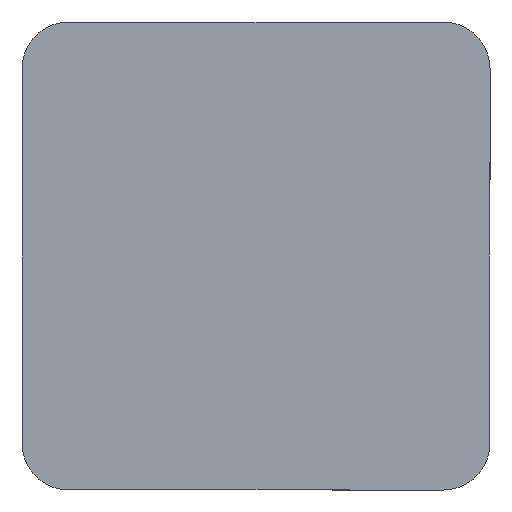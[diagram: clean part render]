
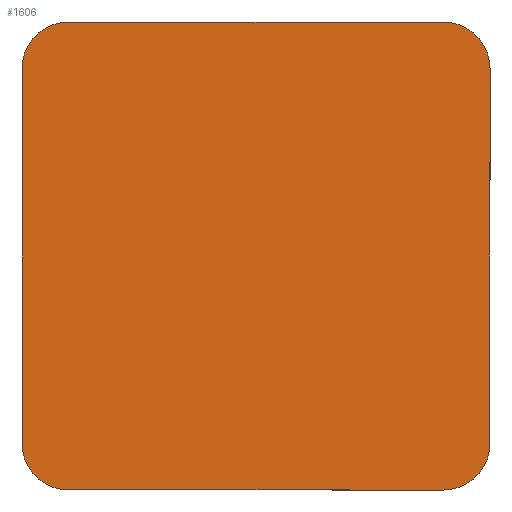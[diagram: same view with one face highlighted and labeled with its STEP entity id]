
A CAD part, front view. The second image highlights one B-rep face of the part: STEP entity #1606.
In plain terms, the highlighted planar face has unit normal (0, -1, 0).
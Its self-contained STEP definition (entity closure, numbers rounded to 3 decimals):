
#123=PLANE('',#1838);
#210=FACE_OUTER_BOUND('',#301,.T.);
#301=EDGE_LOOP('',(#1483,#1484,#1485,#1486,#1487,#1488,#1489,#1490));
#453=LINE('',#2748,#616);
#458=LINE('',#2761,#621);
#460=LINE('',#2766,#623);
#463=LINE('',#2773,#626);
#616=VECTOR('',#2269,10.);
#621=VECTOR('',#2286,10.);
#623=VECTOR('',#2290,10.);
#626=VECTOR('',#2299,10.);
#682=CIRCLE('',#1823,30.);
#683=CIRCLE('',#1826,30.);
#684=CIRCLE('',#1833,30.);
#685=CIRCLE('',#1836,30.);
#820=VERTEX_POINT('',#2739);
#821=VERTEX_POINT('',#2741);
#822=VERTEX_POINT('',#2746);
#823=VERTEX_POINT('',#2750);
#824=VERTEX_POINT('',#2759);
#825=VERTEX_POINT('',#2763);
#826=VERTEX_POINT('',#2765);
#827=VERTEX_POINT('',#2769);
#1030=EDGE_CURVE('',#820,#821,#682,.T.);
#1034=EDGE_CURVE('',#822,#820,#453,.T.);
#1036=EDGE_CURVE('',#823,#822,#683,.T.);
#1040=EDGE_CURVE('',#824,#823,#458,.T.);
#1042=EDGE_CURVE('',#825,#826,#460,.T.);
#1045=EDGE_CURVE('',#827,#825,#684,.T.);
#1046=EDGE_CURVE('',#821,#827,#463,.T.);
#1048=EDGE_CURVE('',#826,#824,#685,.T.);
#1483=ORIENTED_EDGE('',*,*,#1048,.F.);
#1484=ORIENTED_EDGE('',*,*,#1042,.F.);
#1485=ORIENTED_EDGE('',*,*,#1045,.F.);
#1486=ORIENTED_EDGE('',*,*,#1046,.F.);
#1487=ORIENTED_EDGE('',*,*,#1030,.F.);
#1488=ORIENTED_EDGE('',*,*,#1034,.F.);
#1489=ORIENTED_EDGE('',*,*,#1036,.F.);
#1490=ORIENTED_EDGE('',*,*,#1040,.F.);
#1606=ADVANCED_FACE('',(#210),#123,.F.);
#1823=AXIS2_PLACEMENT_3D('',#2742,#2262,#2263);
#1826=AXIS2_PLACEMENT_3D('',#2752,#2273,#2274);
#1833=AXIS2_PLACEMENT_3D('',#2771,#2295,#2296);
#1836=AXIS2_PLACEMENT_3D('',#2776,#2303,#2304);
#1838=AXIS2_PLACEMENT_3D('',#2778,#2307,#2308);
#2262=DIRECTION('center_axis',(0.,1.,0.));
#2263=DIRECTION('ref_axis',(0.,0.,-1.));
#2269=DIRECTION('',(-1.,0.,0.));
#2273=DIRECTION('center_axis',(0.,1.,0.));
#2274=DIRECTION('ref_axis',(1.,0.,0.));
#2286=DIRECTION('',(0.,0.,-1.));
#2290=DIRECTION('',(1.,0.,0.));
#2295=DIRECTION('center_axis',(0.,1.,0.));
#2296=DIRECTION('ref_axis',(-1.,0.,0.));
#2299=DIRECTION('',(0.,0.,1.));
#2303=DIRECTION('center_axis',(0.,1.,0.));
#2304=DIRECTION('ref_axis',(0.,0.,1.));
#2307=DIRECTION('center_axis',(0.,1.,0.));
#2308=DIRECTION('ref_axis',(0.,0.,1.));
#2739=CARTESIAN_POINT('',(-120.,0.,-150.));
#2741=CARTESIAN_POINT('',(-150.,0.,-120.));
#2742=CARTESIAN_POINT('Origin',(-120.,0.,-120.));
#2746=CARTESIAN_POINT('',(120.,0.,-150.));
#2748=CARTESIAN_POINT('',(120.,0.,-150.));
#2750=CARTESIAN_POINT('',(150.,0.,-120.));
#2752=CARTESIAN_POINT('Origin',(120.,0.,-120.));
#2759=CARTESIAN_POINT('',(150.,0.,120.));
#2761=CARTESIAN_POINT('',(150.,0.,120.));
#2763=CARTESIAN_POINT('',(-120.,0.,150.));
#2765=CARTESIAN_POINT('',(120.,0.,150.));
#2766=CARTESIAN_POINT('',(-120.,0.,150.));
#2769=CARTESIAN_POINT('',(-150.,0.,120.));
#2771=CARTESIAN_POINT('Origin',(-120.,0.,120.));
#2773=CARTESIAN_POINT('',(-150.,0.,-120.));
#2776=CARTESIAN_POINT('Origin',(120.,0.,120.));
#2778=CARTESIAN_POINT('Origin',(0.,0.,0.));
